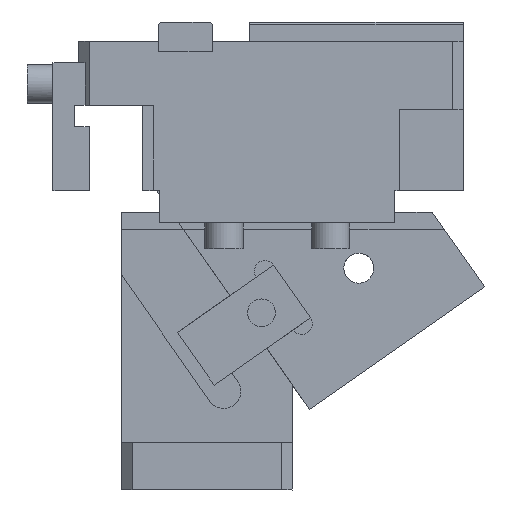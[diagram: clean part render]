
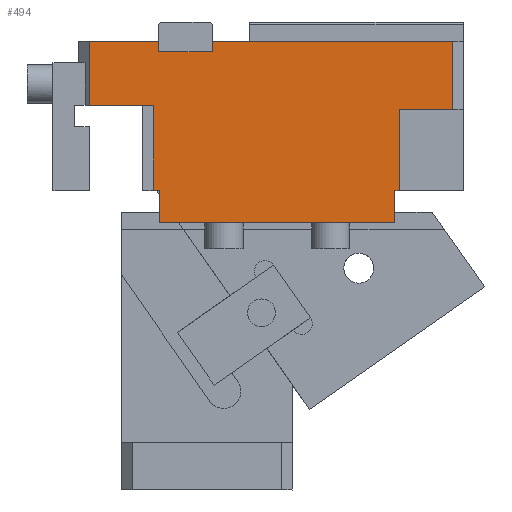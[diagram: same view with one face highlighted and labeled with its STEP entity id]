
A CAD part, front view. The second image highlights one B-rep face of the part: STEP entity #494.
In plain terms, the highlighted planar face has unit normal (0, -1, 0).
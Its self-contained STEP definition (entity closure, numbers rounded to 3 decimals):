
#291=CARTESIAN_POINT('Vertex',(38.,-57.5,-70.)) ;
#294=CARTESIAN_POINT('Line Origine',(36.5,-57.5,-70.)) ;
#298=CARTESIAN_POINT('Vertex',(35.,-57.5,-70.)) ;
#343=CARTESIAN_POINT('Vertex',(38.,-57.5,-85.)) ;
#346=CARTESIAN_POINT('Line Origine',(38.,-57.5,-77.5)) ;
#359=CARTESIAN_POINT('Axis2P3D Location',(0.,-57.5,0.)) ;
#364=CARTESIAN_POINT('Line Origine',(35.,-57.5,-42.25)) ;
#368=CARTESIAN_POINT('Vertex',(35.,-57.5,-54.5)) ;
#370=CARTESIAN_POINT('Vertex',(35.,-57.5,-30.)) ;
#373=CARTESIAN_POINT('Line Origine',(35.,-57.5,-55.4)) ;
#377=CARTESIAN_POINT('Vertex',(35.,-57.5,-56.3)) ;
#380=CARTESIAN_POINT('Line Origine',(35.,-57.5,-63.15)) ;
#385=CARTESIAN_POINT('Line Origine',(93.,-57.5,-85.)) ;
#389=CARTESIAN_POINT('Vertex',(148.,-57.5,-85.)) ;
#392=CARTESIAN_POINT('Line Origine',(148.,-57.5,-77.5)) ;
#396=CARTESIAN_POINT('Vertex',(148.,-57.5,-70.)) ;
#399=CARTESIAN_POINT('Line Origine',(149.,-57.5,-70.)) ;
#403=CARTESIAN_POINT('Vertex',(150.,-57.5,-70.)) ;
#406=CARTESIAN_POINT('Line Origine',(150.,-57.5,-51.)) ;
#410=CARTESIAN_POINT('Vertex',(150.,-57.5,-32.)) ;
#413=CARTESIAN_POINT('Line Origine',(162.5,-57.5,-32.)) ;
#417=CARTESIAN_POINT('Vertex',(175.,-57.5,-32.)) ;
#420=CARTESIAN_POINT('Line Origine',(175.,-57.5,-16.)) ;
#424=CARTESIAN_POINT('Vertex',(175.,-57.5,0.)) ;
#427=CARTESIAN_POINT('Line Origine',(118.75,-57.5,0.)) ;
#431=CARTESIAN_POINT('Vertex',(62.5,-57.5,0.)) ;
#434=CARTESIAN_POINT('Line Origine',(62.5,-57.5,-2.5)) ;
#438=CARTESIAN_POINT('Vertex',(62.5,-57.5,-5.)) ;
#441=CARTESIAN_POINT('Line Origine',(50.,-57.5,-5.)) ;
#445=CARTESIAN_POINT('Vertex',(37.5,-57.5,-5.)) ;
#448=CARTESIAN_POINT('Line Origine',(37.5,-57.5,-2.5)) ;
#452=CARTESIAN_POINT('Vertex',(37.5,-57.5,0.)) ;
#455=CARTESIAN_POINT('Line Origine',(21.25,-57.5,0.)) ;
#459=CARTESIAN_POINT('Vertex',(5.,-57.5,0.)) ;
#462=CARTESIAN_POINT('Line Origine',(5.,-57.5,-15.)) ;
#466=CARTESIAN_POINT('Vertex',(5.,-57.5,-30.)) ;
#469=CARTESIAN_POINT('Line Origine',(20.,-57.5,-30.)) ;
#295=DIRECTION('Vector Direction',(-1.,0.,0.)) ;
#347=DIRECTION('Vector Direction',(0.,0.,1.)) ;
#360=DIRECTION('Axis2P3D Direction',(0.,1.,0.)) ;
#361=DIRECTION('Axis2P3D XDirection',(0.,0.,1.)) ;
#365=DIRECTION('Vector Direction',(0.,0.,1.)) ;
#374=DIRECTION('Vector Direction',(0.,0.,1.)) ;
#381=DIRECTION('Vector Direction',(0.,0.,1.)) ;
#386=DIRECTION('Vector Direction',(-1.,0.,0.)) ;
#393=DIRECTION('Vector Direction',(0.,0.,1.)) ;
#400=DIRECTION('Vector Direction',(-1.,0.,0.)) ;
#407=DIRECTION('Vector Direction',(0.,0.,1.)) ;
#414=DIRECTION('Vector Direction',(-1.,0.,0.)) ;
#421=DIRECTION('Vector Direction',(0.,0.,1.)) ;
#428=DIRECTION('Vector Direction',(1.,0.,0.)) ;
#435=DIRECTION('Vector Direction',(0.,0.,-1.)) ;
#442=DIRECTION('Vector Direction',(1.,0.,0.)) ;
#449=DIRECTION('Vector Direction',(0.,0.,1.)) ;
#456=DIRECTION('Vector Direction',(1.,0.,0.)) ;
#463=DIRECTION('Vector Direction',(0.,0.,-1.)) ;
#470=DIRECTION('Vector Direction',(-1.,0.,0.)) ;
#362=AXIS2_PLACEMENT_3D('Plane Axis2P3D',#359,#360,#361) ;
#475=ORIENTED_EDGE('',*,*,#372,.F.) ;
#476=ORIENTED_EDGE('',*,*,#379,.F.) ;
#477=ORIENTED_EDGE('',*,*,#384,.F.) ;
#478=ORIENTED_EDGE('',*,*,#300,.F.) ;
#479=ORIENTED_EDGE('',*,*,#350,.F.) ;
#480=ORIENTED_EDGE('',*,*,#391,.F.) ;
#481=ORIENTED_EDGE('',*,*,#398,.T.) ;
#482=ORIENTED_EDGE('',*,*,#405,.F.) ;
#483=ORIENTED_EDGE('',*,*,#412,.T.) ;
#484=ORIENTED_EDGE('',*,*,#419,.F.) ;
#485=ORIENTED_EDGE('',*,*,#426,.T.) ;
#486=ORIENTED_EDGE('',*,*,#433,.F.) ;
#487=ORIENTED_EDGE('',*,*,#440,.T.) ;
#488=ORIENTED_EDGE('',*,*,#447,.F.) ;
#489=ORIENTED_EDGE('',*,*,#454,.T.) ;
#490=ORIENTED_EDGE('',*,*,#461,.F.) ;
#491=ORIENTED_EDGE('',*,*,#468,.T.) ;
#492=ORIENTED_EDGE('',*,*,#473,.F.) ;
#296=VECTOR('Line Direction',#295,1.) ;
#348=VECTOR('Line Direction',#347,1.) ;
#366=VECTOR('Line Direction',#365,1.) ;
#375=VECTOR('Line Direction',#374,1.) ;
#382=VECTOR('Line Direction',#381,1.) ;
#387=VECTOR('Line Direction',#386,1.) ;
#394=VECTOR('Line Direction',#393,1.) ;
#401=VECTOR('Line Direction',#400,1.) ;
#408=VECTOR('Line Direction',#407,1.) ;
#415=VECTOR('Line Direction',#414,1.) ;
#422=VECTOR('Line Direction',#421,1.) ;
#429=VECTOR('Line Direction',#428,1.) ;
#436=VECTOR('Line Direction',#435,1.) ;
#443=VECTOR('Line Direction',#442,1.) ;
#450=VECTOR('Line Direction',#449,1.) ;
#457=VECTOR('Line Direction',#456,1.) ;
#464=VECTOR('Line Direction',#463,1.) ;
#471=VECTOR('Line Direction',#470,1.) ;
#494=ADVANCED_FACE('CAM HOLDER',(#493),#363,.F.) ;
#300=EDGE_CURVE('',#292,#299,#297,.T.) ;
#350=EDGE_CURVE('',#344,#292,#349,.T.) ;
#372=EDGE_CURVE('',#369,#371,#367,.T.) ;
#379=EDGE_CURVE('',#378,#369,#376,.T.) ;
#384=EDGE_CURVE('',#299,#378,#383,.T.) ;
#391=EDGE_CURVE('',#390,#344,#388,.T.) ;
#398=EDGE_CURVE('',#390,#397,#395,.T.) ;
#405=EDGE_CURVE('',#404,#397,#402,.T.) ;
#412=EDGE_CURVE('',#404,#411,#409,.T.) ;
#419=EDGE_CURVE('',#418,#411,#416,.T.) ;
#426=EDGE_CURVE('',#418,#425,#423,.T.) ;
#433=EDGE_CURVE('',#432,#425,#430,.T.) ;
#440=EDGE_CURVE('',#432,#439,#437,.T.) ;
#447=EDGE_CURVE('',#446,#439,#444,.T.) ;
#454=EDGE_CURVE('',#446,#453,#451,.T.) ;
#461=EDGE_CURVE('',#460,#453,#458,.T.) ;
#468=EDGE_CURVE('',#460,#467,#465,.T.) ;
#473=EDGE_CURVE('',#371,#467,#472,.T.) ;
#474=EDGE_LOOP('',(#475,#476,#477,#478,#479,#480,#481,#482,#483,#484,#485,#486,#487,#488,#489,#490,#491,#492)) ;
#493=FACE_OUTER_BOUND('',#474,.T.) ;
#297=LINE('Line',#294,#296) ;
#349=LINE('Line',#346,#348) ;
#367=LINE('Line',#364,#366) ;
#376=LINE('Line',#373,#375) ;
#383=LINE('Line',#380,#382) ;
#388=LINE('Line',#385,#387) ;
#395=LINE('Line',#392,#394) ;
#402=LINE('Line',#399,#401) ;
#409=LINE('Line',#406,#408) ;
#416=LINE('Line',#413,#415) ;
#423=LINE('Line',#420,#422) ;
#430=LINE('Line',#427,#429) ;
#437=LINE('Line',#434,#436) ;
#444=LINE('Line',#441,#443) ;
#451=LINE('Line',#448,#450) ;
#458=LINE('Line',#455,#457) ;
#465=LINE('Line',#462,#464) ;
#472=LINE('Line',#469,#471) ;
#363=PLANE('Plane',#362) ;
#292=VERTEX_POINT('',#291) ;
#299=VERTEX_POINT('',#298) ;
#344=VERTEX_POINT('',#343) ;
#369=VERTEX_POINT('',#368) ;
#371=VERTEX_POINT('',#370) ;
#378=VERTEX_POINT('',#377) ;
#390=VERTEX_POINT('',#389) ;
#397=VERTEX_POINT('',#396) ;
#404=VERTEX_POINT('',#403) ;
#411=VERTEX_POINT('',#410) ;
#418=VERTEX_POINT('',#417) ;
#425=VERTEX_POINT('',#424) ;
#432=VERTEX_POINT('',#431) ;
#439=VERTEX_POINT('',#438) ;
#446=VERTEX_POINT('',#445) ;
#453=VERTEX_POINT('',#452) ;
#460=VERTEX_POINT('',#459) ;
#467=VERTEX_POINT('',#466) ;
